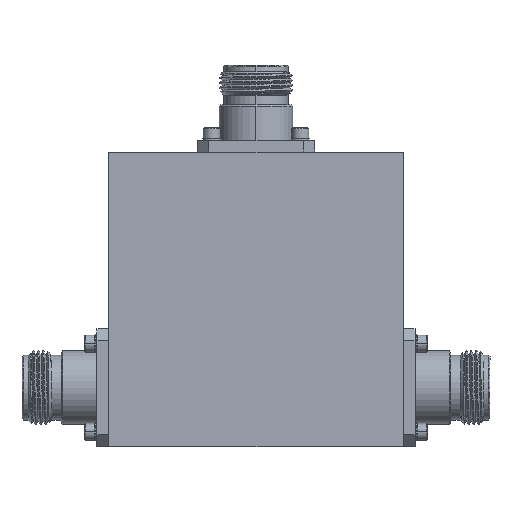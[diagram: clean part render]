
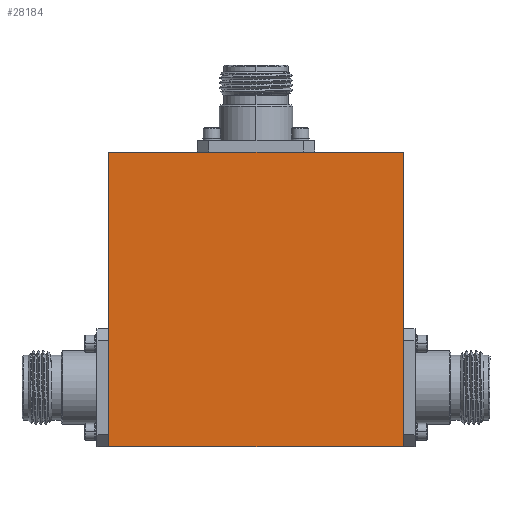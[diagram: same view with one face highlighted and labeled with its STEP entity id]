
A CAD part, front view. The second image highlights one B-rep face of the part: STEP entity #28184.
In plain terms, the highlighted planar face has unit normal (0, -1, 0).
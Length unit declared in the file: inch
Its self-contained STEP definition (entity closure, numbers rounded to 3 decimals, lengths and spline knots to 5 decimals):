
#4 = ORIENTED_EDGE ( 'NONE', *, *, #13115, .F. ) ;
#92 = CARTESIAN_POINT ( 'NONE',  ( -1.25, -0.51, -1.25 ) ) ;
#325 = EDGE_CURVE ( 'NONE', #6207, #12770, #730, .T. ) ;
#730 = LINE ( 'NONE', #29134, #25771 ) ;
#1468 = VERTEX_POINT ( 'NONE', #17197 ) ;
#3183 = LINE ( 'NONE', #19199, #20727 ) ;
#4517 = CARTESIAN_POINT ( 'NONE',  ( -1.25, -0.51, -1.25 ) ) ;
#4801 = DIRECTION ( 'NONE',  ( 0., 0., -1. ) ) ;
#4892 = DIRECTION ( 'NONE',  ( 1., 0., 0. ) ) ;
#6207 = VERTEX_POINT ( 'NONE', #4517 ) ;
#6312 = CARTESIAN_POINT ( 'NONE',  ( 0., -0.51, 0. ) ) ;
#9225 = VECTOR ( 'NONE', #4892, 39.37008 ) ;
#9363 = LINE ( 'NONE', #92, #16099 ) ;
#9421 = EDGE_LOOP ( 'NONE', ( #9803, #30319, #21907, #4 ) ) ;
#9803 = ORIENTED_EDGE ( 'NONE', *, *, #23499, .F. ) ;
#11433 = CARTESIAN_POINT ( 'NONE',  ( 1.25, -0.51, 1.25 ) ) ;
#12770 = VERTEX_POINT ( 'NONE', #15696 ) ;
#13115 = EDGE_CURVE ( 'NONE', #1468, #6207, #9363, .T. ) ;
#13989 = CARTESIAN_POINT ( 'NONE',  ( -1.25, -0.51, 1.25 ) ) ;
#15186 = EDGE_CURVE ( 'NONE', #12770, #25814, #30972, .T. ) ;
#15696 = CARTESIAN_POINT ( 'NONE',  ( -1.25, -0.51, 1.25 ) ) ;
#15801 = PLANE ( 'NONE',  #29836 ) ;
#16099 = VECTOR ( 'NONE', #21727, 39.37008 ) ;
#17197 = CARTESIAN_POINT ( 'NONE',  ( 1.25, -0.51, -1.25 ) ) ;
#18619 = DIRECTION ( 'NONE',  ( 0., 0., -1. ) ) ;
#19199 = CARTESIAN_POINT ( 'NONE',  ( 1.25, -0.51, 1.25 ) ) ;
#19905 = DIRECTION ( 'NONE',  ( 0., 0., 1. ) ) ;
#20727 = VECTOR ( 'NONE', #4801, 39.37008 ) ;
#21727 = DIRECTION ( 'NONE',  ( -1., 0., 0. ) ) ;
#21907 = ORIENTED_EDGE ( 'NONE', *, *, #325, .F. ) ;
#23062 = DIRECTION ( 'NONE',  ( 0., -1., 0. ) ) ;
#23499 = EDGE_CURVE ( 'NONE', #25814, #1468, #3183, .T. ) ;
#23884 = FACE_OUTER_BOUND ( 'NONE', #9421, .T. ) ;
#25771 = VECTOR ( 'NONE', #19905, 39.37008 ) ;
#25814 = VERTEX_POINT ( 'NONE', #11433 ) ;
#28184 = ADVANCED_FACE ( 'NONE', ( #23884 ), #15801, .T. ) ;
#29134 = CARTESIAN_POINT ( 'NONE',  ( -1.25, -0.51, 1.25 ) ) ;
#29836 = AXIS2_PLACEMENT_3D ( 'NONE', #6312, #23062, #18619 ) ;
#30319 = ORIENTED_EDGE ( 'NONE', *, *, #15186, .F. ) ;
#30972 = LINE ( 'NONE', #13989, #9225 ) ;
